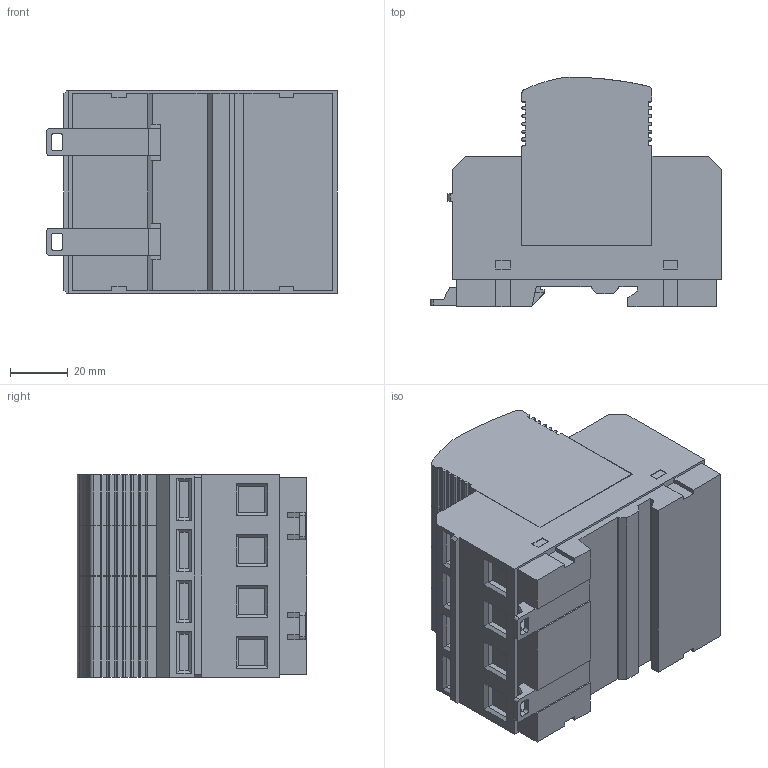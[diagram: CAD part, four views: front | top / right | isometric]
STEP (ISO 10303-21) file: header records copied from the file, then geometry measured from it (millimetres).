
FILE_DESCRIPTION (( 'STEP AP203' ), '1' );
FILE_NAME ('ﾃﾑﾊ1 3+1.STEP', '2024-04-19T09:30:44', ( '' ), ( '' ), 'SwSTEP 2.0', 'SolidWorks 2018', '' );
FILE_SCHEMA (( 'CONFIG_CONTROL_DESIGN' ));
Length unit declared in the file: millimetre
Products named in the file (3): DIN 7985 (H) - M6x10-H_2; ﾃﾑﾊ1 3+1; PIIIM 3+1 DS_1
Assembly tree (6 placements, depth 2):
  ﾃﾑﾊ1 3+1
    PIIIM 3+1 DS_1
    DIN 7985 (H) - M6x10-H_2  x5
Bounding box: 100.5 x 79.45 x 70 mm (x, y, z)
Volume: 396997.2 mm3; surface area: 67826.9 mm2
Topology: 6 solids, 6 shells, 790 faces, 2108 edges, 1366 vertices
Faces by surface type: plane 517, cylinder 158, cone 100, bspline 15
Entity records: 19654 total; most frequent: CARTESIAN_POINT 3540, ORIENTED_EDGE 3320, DIRECTION 3212, EDGE_CURVE 1660, VECTOR 1304, LINE 1304, VERTEX_POINT 1078, AXIS2_PLACEMENT_3D 954
